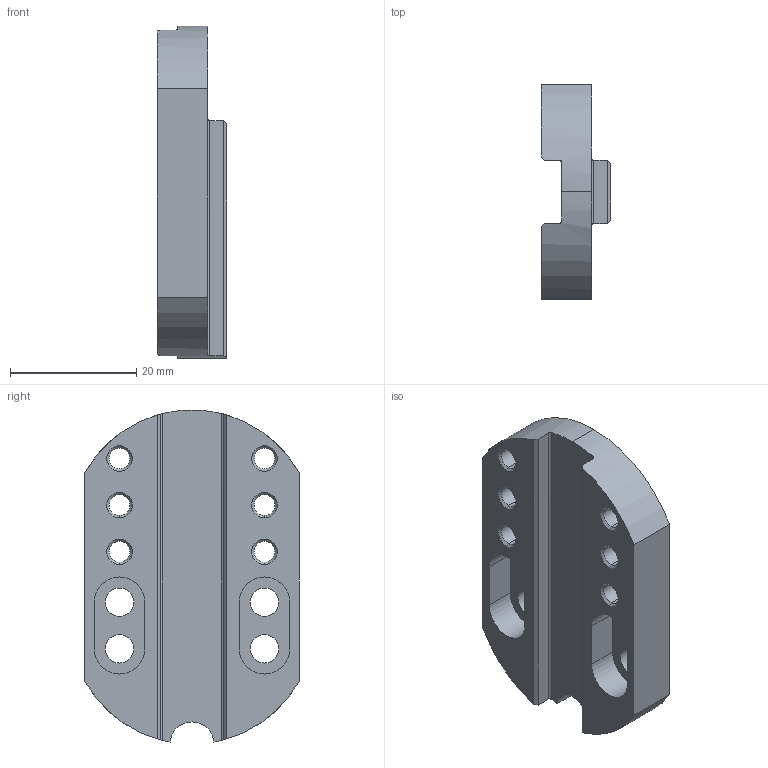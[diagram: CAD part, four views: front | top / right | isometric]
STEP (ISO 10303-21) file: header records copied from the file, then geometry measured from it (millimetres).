
FILE_DESCRIPTION (( 'STEP AP203' ), '1' );
FILE_NAME ('EH1.EB1.053.008.STEP', '2012-10-08T13:24:45', ( 'baer' ), ( 'Hewlett-Packard Company' ), 'SwSTEP 2.0', 'SolidWorks 2012', '' );
FILE_SCHEMA (( 'CONFIG_CONTROL_DESIGN' ));
Length unit declared in the file: millimetre
Products named in the file (1): EH1.EB1.053.008
Bounding box: 11 x 34 x 52.69 mm (x, y, z)
Volume: 10481.2 mm3; surface area: 5680.6 mm2
Topology: 1 solids, 1 shells, 228 faces, 620 edges, 408 vertices
Faces by surface type: plane 117, bspline 62, cylinder 37, cone 12
Entity records: 10981 total; most frequent: CARTESIAN_POINT 5493, ORIENTED_EDGE 1240, DIRECTION 898, EDGE_CURVE 620, VERTEX_POINT 408, LINE 400, VECTOR 400, EDGE_LOOP 262
